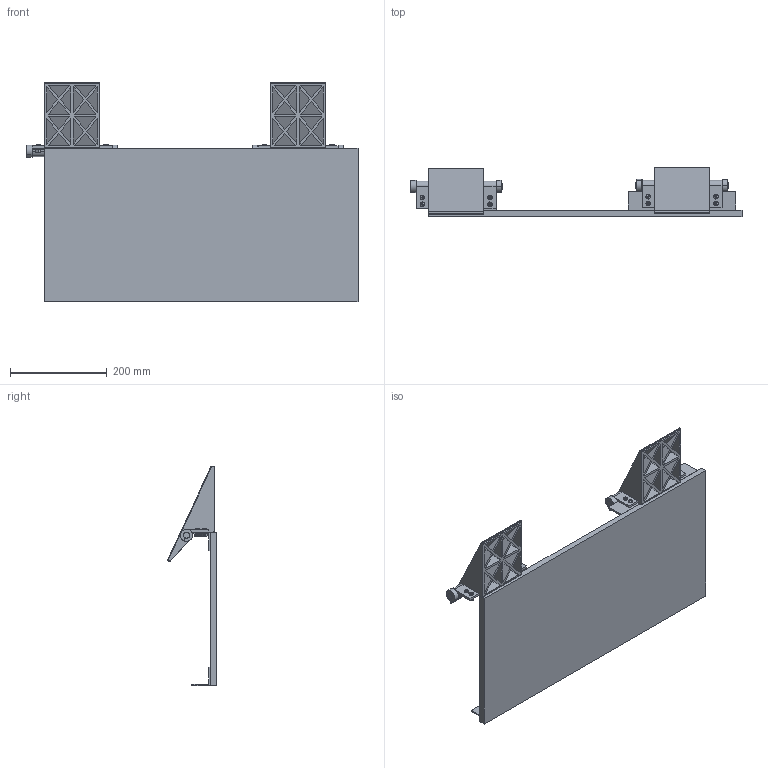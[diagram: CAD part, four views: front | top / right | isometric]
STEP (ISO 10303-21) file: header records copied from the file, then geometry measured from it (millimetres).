
FILE_DESCRIPTION (( 'STEP AP214' ), '1' );
FILE_NAME ('Board_HingedWedge_Assembly.STEP', '2019-11-26T07:11:17', ( '' ), ( '' ), 'SwSTEP 2.0', 'SolidWorks 2018', '' );
FILE_SCHEMA (( 'AUTOMOTIVE_DESIGN' ));
Length unit declared in the file: inch
Products named in the file (11): 91831A011_TYPE 18-8 STAINLESS STL NYLON-INSERT LOCKNUT_91831A011; L-Bracket long; Board base; ComponentAssembly; Board_HingedWedge_Assembly; AluminumPlate; 9946K150_SET SCREW SHAFT COLLAR_9946K15; HingedWedge3DPrint; Shaft; 91772A242_18-8 SS PAN HEAD PHILLIPS MACHINE SCREW_91772A242; L-Bracket short
Assembly tree (29 placements, depth 3):
  Board_HingedWedge_Assembly
    Board base
    L-Bracket long  x2
    L-Bracket short  x2
    ComponentAssembly  x2
      HingedWedge3DPrint
      Shaft
      AluminumPlate
      9946K150_SET SCREW SHAFT COLLAR_9946K15
    91772A242_18-8 SS PAN HEAD PHILLIPS MACHINE SCREW_91772A242  x8
    91831A011_TYPE 18-8 STAINLESS STL NYLON-INSERT LOCKNUT_91831A011  x8
Bounding box: 685.8 x 101.01 x 453.77 mm (x, y, z)
Volume: 3603258.8 mm3; surface area: 874704.7 mm2
Topology: 45 solids, 45 shells, 2006 faces, 5032 edges, 3188 vertices
Faces by surface type: cylinder 886, plane 568, cone 400, torus 112, bspline 24, sphere 16
Entity records: 13494 total; most frequent: CARTESIAN_POINT 4372, ORIENTED_EDGE 1836, DIRECTION 1704, EDGE_CURVE 918, AXIS2_PLACEMENT_3D 602, VERTEX_POINT 590, VECTOR 500, LINE 500
